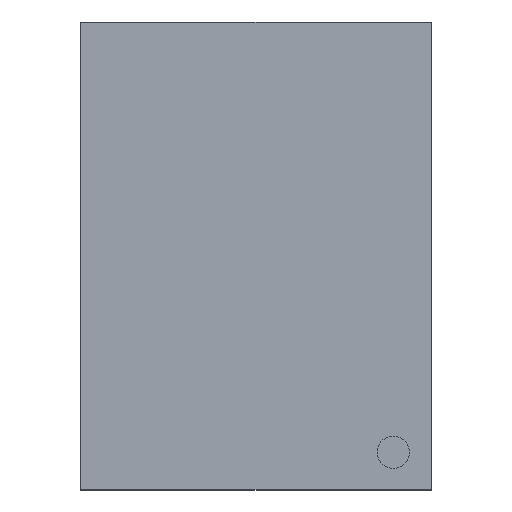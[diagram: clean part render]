
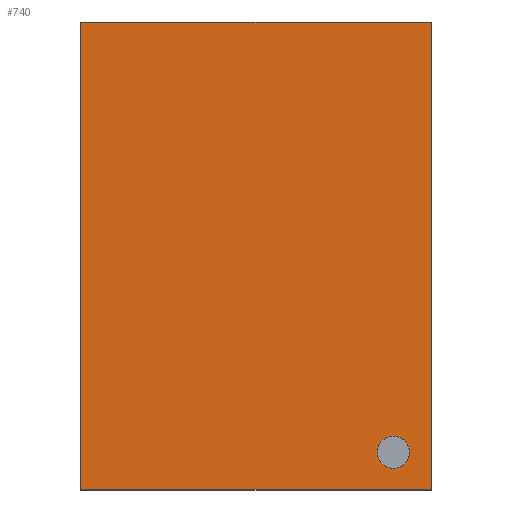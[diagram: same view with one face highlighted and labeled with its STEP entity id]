
A CAD part, top view. The second image highlights one B-rep face of the part: STEP entity #740.
In plain terms, the highlighted planar face has unit normal (0, 0, 1).
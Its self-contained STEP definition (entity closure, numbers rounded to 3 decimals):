
#69=CIRCLE('',#807,0.277);
#158=ORIENTED_EDGE('',*,*,#216,.T.);
#159=ORIENTED_EDGE('',*,*,#209,.T.);
#160=ORIENTED_EDGE('',*,*,#212,.T.);
#161=ORIENTED_EDGE('',*,*,#214,.T.);
#162=ORIENTED_EDGE('',*,*,#215,.T.);
#209=EDGE_CURVE('',#254,#253,#275,.T.);
#212=EDGE_CURVE('',#253,#255,#278,.T.);
#214=EDGE_CURVE('',#255,#256,#280,.T.);
#215=EDGE_CURVE('',#256,#254,#281,.T.);
#216=EDGE_CURVE('',#257,#257,#69,.T.);
#253=VERTEX_POINT('',#1069);
#254=VERTEX_POINT('',#1071);
#255=VERTEX_POINT('',#1075);
#256=VERTEX_POINT('',#1079);
#257=VERTEX_POINT('',#1085);
#275=LINE('',#1070,#298);
#278=LINE('',#1076,#301);
#280=LINE('',#1080,#303);
#281=LINE('',#1082,#304);
#298=VECTOR('',#938,1000.);
#301=VECTOR('',#943,1000.);
#303=VECTOR('',#947,1000.);
#304=VECTOR('',#950,1000.);
#363=EDGE_LOOP('',(#158));
#364=EDGE_LOOP('',(#159,#160,#161,#162));
#427=FACE_BOUND('',#363,.T.);
#428=FACE_BOUND('',#364,.T.);
#442=PLANE('',#806);
#740=ADVANCED_FACE('',(#427,#428),#442,.T.);
#806=AXIS2_PLACEMENT_3D('',#1083,#951,#952);
#807=AXIS2_PLACEMENT_3D('',#1084,#953,#954);
#938=DIRECTION('',(1.,0.,0.));
#943=DIRECTION('',(0.,1.,0.));
#947=DIRECTION('',(-1.,0.,0.));
#950=DIRECTION('',(0.,-1.,0.));
#951=DIRECTION('',(0.,0.,1.));
#952=DIRECTION('',(1.,0.,0.));
#953=DIRECTION('',(0.,0.,-1.));
#954=DIRECTION('',(-1.,0.,0.));
#1069=CARTESIAN_POINT('',(3.,-4.,0.65));
#1070=CARTESIAN_POINT('',(-3.,-4.,0.65));
#1071=CARTESIAN_POINT('',(-3.,-4.,0.65));
#1075=CARTESIAN_POINT('',(3.,4.,0.65));
#1076=CARTESIAN_POINT('',(3.,-4.,0.65));
#1079=CARTESIAN_POINT('',(-3.,4.,0.65));
#1080=CARTESIAN_POINT('',(3.,4.,0.65));
#1082=CARTESIAN_POINT('',(-3.,4.,0.65));
#1083=CARTESIAN_POINT('',(0.,0.,0.65));
#1084=CARTESIAN_POINT('',(2.347,-3.355,0.65));
#1085=CARTESIAN_POINT('',(2.07,-3.355,0.65));
